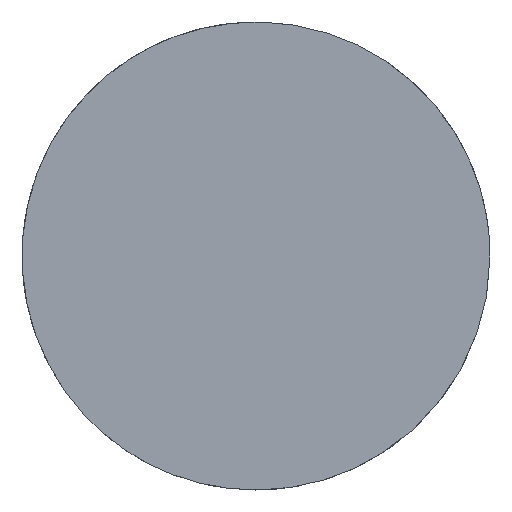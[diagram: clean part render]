
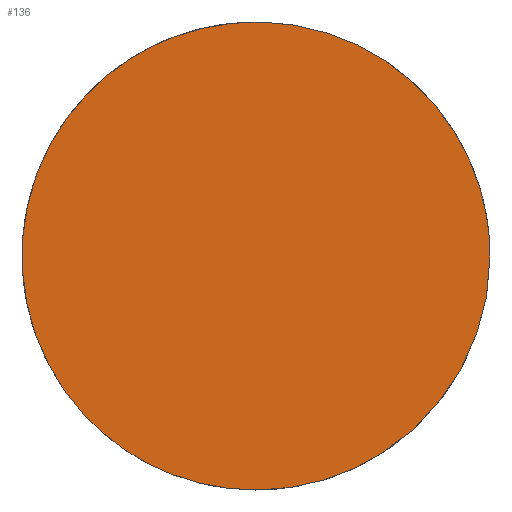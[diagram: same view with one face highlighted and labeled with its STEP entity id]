
A CAD part, front view. The second image highlights one B-rep face of the part: STEP entity #136.
In plain terms, the highlighted free-form (B-spline) face has degree [1, 1] with [2, 2] control points.
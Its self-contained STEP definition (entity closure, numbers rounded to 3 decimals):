
#92 = VERTEX_POINT('',#93);
#93 = CARTESIAN_POINT('',(0.33,0.,0.));
#98 = EDGE_CURVE('',#92,#92,#99,.T.);
#99 = ( BOUNDED_CURVE() B_SPLINE_CURVE(2,(#100,#101,#102,#103,#104,#105,
#106),.UNSPECIFIED.,.T.,.F.) B_SPLINE_CURVE_WITH_KNOTS((3,2,2,3),(
    3.142,5.236,7.33,9.425),
.PIECEWISE_BEZIER_KNOTS.) CURVE() GEOMETRIC_REPRESENTATION_ITEM() 
RATIONAL_B_SPLINE_CURVE((1.,0.5,1.,0.5,1.,0.5,1.)) REPRESENTATION_ITEM(
  '') );
#100 = CARTESIAN_POINT('',(0.33,0.,0.));
#101 = CARTESIAN_POINT('',(0.33,0.,-0.571));
#102 = CARTESIAN_POINT('',(-0.165,0.,-0.286));
#103 = CARTESIAN_POINT('',(-0.659,0.,0.));
#104 = CARTESIAN_POINT('',(-0.165,0.,0.286));
#105 = CARTESIAN_POINT('',(0.33,0.,0.571));
#106 = CARTESIAN_POINT('',(0.33,0.,0.));
#136 = ADVANCED_FACE('',(#137),#140,.F.);
#137 = FACE_BOUND('',#138,.T.);
#138 = EDGE_LOOP('',(#139));
#139 = ORIENTED_EDGE('',*,*,#98,.F.);
#140 = B_SPLINE_SURFACE_WITH_KNOTS('',1,1,(
    (#141,#142)
    ,(#143,#144
    )),.UNSPECIFIED.,.F.,.F.,.F.,(2,2),(2,2),(-0.25,0.25),(-0.25,0.25),
  .PIECEWISE_BEZIER_KNOTS.);
#141 = CARTESIAN_POINT('',(-0.33,0.,-0.33));
#142 = CARTESIAN_POINT('',(0.33,0.,-0.33));
#143 = CARTESIAN_POINT('',(-0.33,0.,0.33));
#144 = CARTESIAN_POINT('',(0.33,0.,0.33));
